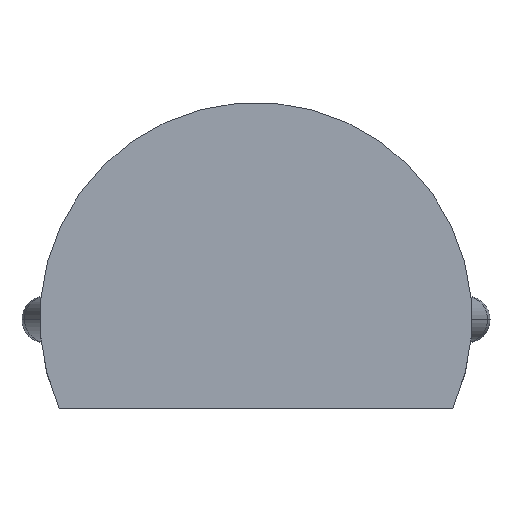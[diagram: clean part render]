
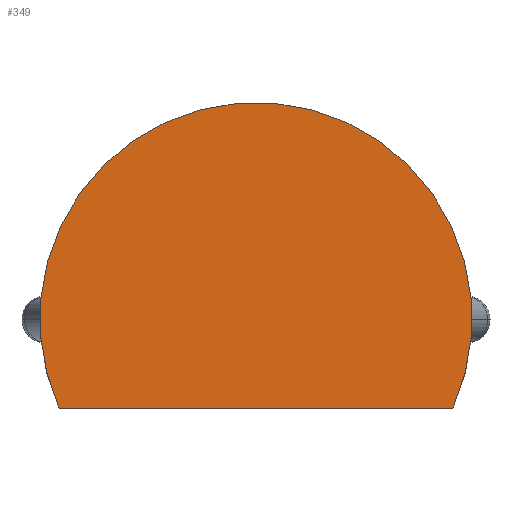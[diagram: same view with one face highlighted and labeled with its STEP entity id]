
A CAD part, top view. The second image highlights one B-rep face of the part: STEP entity #349.
In plain terms, the highlighted planar face has unit normal (0, 0, 1).
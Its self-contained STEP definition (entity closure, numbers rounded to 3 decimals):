
#268=CARTESIAN_POINT('',(4.909,-1.08,3.298));
#267=VERTEX_POINT('',#268);
#278=CARTESIAN_POINT('',(0.171,-1.08,3.298));
#277=VERTEX_POINT('',#278);
#276=EDGE_CURVE('',#277,#267,#281,.T.);
#281=LINE('',#278,#283);
#283=VECTOR('',#284,4.738);
#284=DIRECTION('',(1.0,0.0,0.0));
#305=EDGE_CURVE($,#267,#277,#310,.T.);
#310=CIRCLE($,#311,2.604);
#312=CARTESIAN_POINT('',(2.54,0.0,3.298));
#311=AXIS2_PLACEMENT_3D($,#312,#313,#314);
#313=DIRECTION('',(0.0,0.0,1.0));
#314=DIRECTION('',(-1.0,0.0,0.0));
#349=ADVANCED_FACE($,(#355),#350,.T.);
#350=PLANE($,#351);
#351=AXIS2_PLACEMENT_3D($,#352,#353,#354);
#352=CARTESIAN_POINT('',(2.54,0.0,3.298));
#353=DIRECTION('',(0.,0.,1.));
#354=DIRECTION('',(1.,0.,0.));
#355=FACE_OUTER_BOUND($,#356,.T.);
#356=EDGE_LOOP($,(#357, #368));
#357=ORIENTED_EDGE('',*,*,#276,.T.);
#368=ORIENTED_EDGE('',*,*,#305,.T.);
